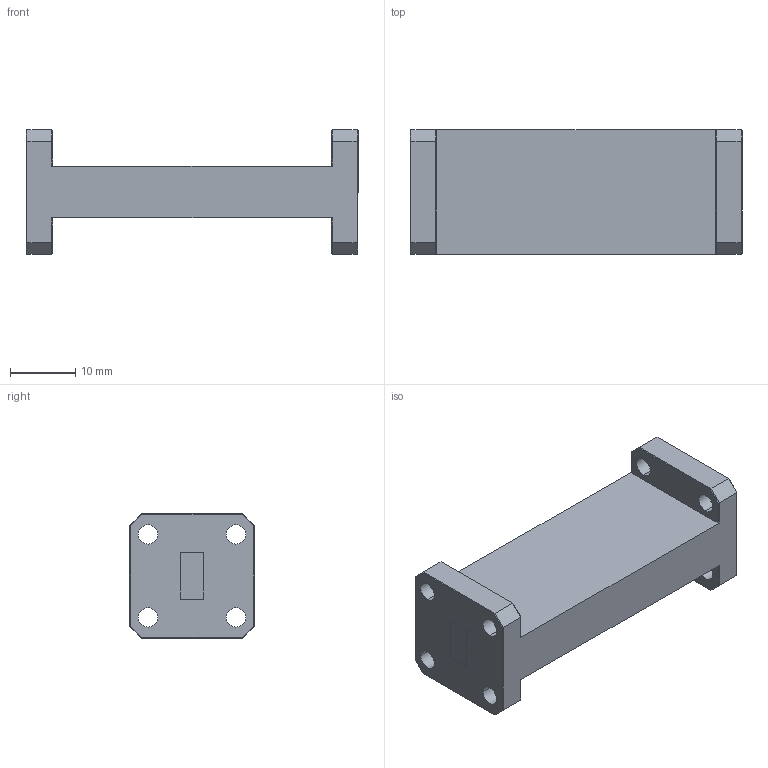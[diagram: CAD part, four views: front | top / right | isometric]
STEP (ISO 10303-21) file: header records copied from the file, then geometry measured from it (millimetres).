
FILE_DESCRIPTION (( 'STEP AP203' ), '1' );
FILE_NAME ('DEFEATURED WF-BA.STEP', '2020-11-10T23:52:01', ( '' ), ( '' ), 'SwSTEP 2.0', 'SolidWorks 2020', '' );
FILE_SCHEMA (( 'CONFIG_CONTROL_DESIGN' ));
Length unit declared in the file: millimetre
Products named in the file (1): DEFEATURED WF-BA
Bounding box: 50.8 x 19.05 x 19.05 mm (x, y, z)
Volume: 8980.3 mm3; surface area: 4866.1 mm2
Topology: 1 solids, 1 shells, 324 faces, 678 edges, 388 vertices
Faces by surface type: plane 158, cone 110, cylinder 56
Entity records: 8767 total; most frequent: CARTESIAN_POINT 1781, DIRECTION 1480, ORIENTED_EDGE 1356, EDGE_CURVE 678, AXIS2_PLACEMENT_3D 547, VERTEX_POINT 388, LINE 386, VECTOR 386
